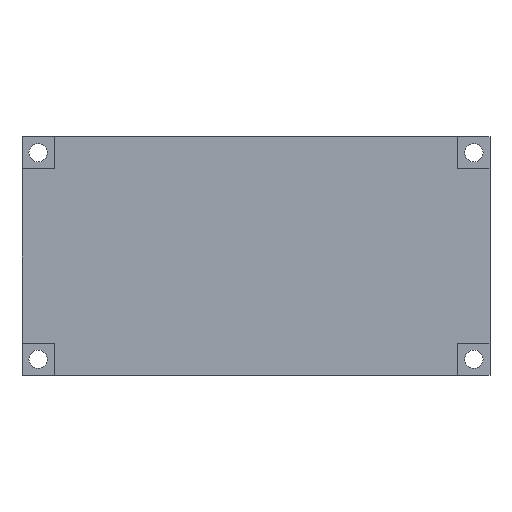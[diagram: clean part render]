
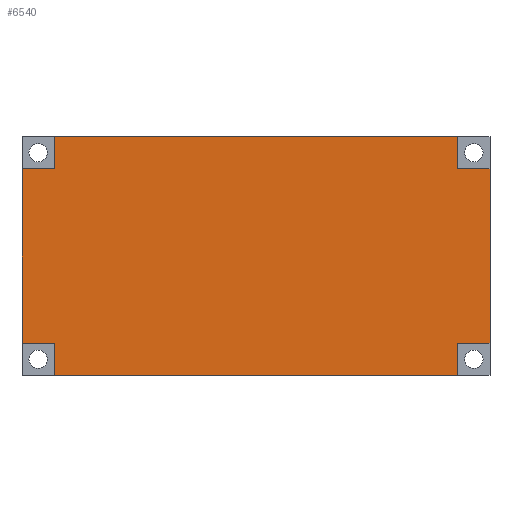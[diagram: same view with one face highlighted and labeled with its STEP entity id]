
A CAD part, front view. The second image highlights one B-rep face of the part: STEP entity #6540.
In plain terms, the highlighted planar face has unit normal (0, -1, 0).
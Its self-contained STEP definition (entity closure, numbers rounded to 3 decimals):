
#24 = VECTOR ( 'NONE', #4959, 1000. ) ;
#35 = LINE ( 'NONE', #5225, #4876 ) ;
#77 = LINE ( 'NONE', #1543, #435 ) ;
#85 = CARTESIAN_POINT ( 'NONE',  ( 22., 0., -9.5 ) ) ;
#99 = ORIENTED_EDGE ( 'NONE', *, *, #3222, .F. ) ;
#245 = ORIENTED_EDGE ( 'NONE', *, *, #6457, .T. ) ;
#393 = ORIENTED_EDGE ( 'NONE', *, *, #2763, .T. ) ;
#415 = DIRECTION ( 'NONE',  ( -1., 0., 0. ) ) ;
#435 = VECTOR ( 'NONE', #1606, 1000. ) ;
#443 = EDGE_CURVE ( 'NONE', #680, #2758, #4345, .T. ) ;
#668 = VECTOR ( 'NONE', #6707, 1000. ) ;
#680 = VERTEX_POINT ( 'NONE', #3034 ) ;
#735 = DIRECTION ( 'NONE',  ( -1., 0., 0. ) ) ;
#781 = VECTOR ( 'NONE', #3212, 1000. ) ;
#999 = VECTOR ( 'NONE', #5966, 1000. ) ;
#1088 = ORIENTED_EDGE ( 'NONE', *, *, #5873, .T. ) ;
#1098 = VECTOR ( 'NONE', #735, 1000. ) ;
#1281 = EDGE_CURVE ( 'NONE', #5712, #3299, #5925, .T. ) ;
#1473 = CARTESIAN_POINT ( 'NONE',  ( 0., 0., 0. ) ) ;
#1511 = ORIENTED_EDGE ( 'NONE', *, *, #5256, .T. ) ;
#1515 = ORIENTED_EDGE ( 'NONE', *, *, #4579, .F. ) ;
#1519 = EDGE_CURVE ( 'NONE', #4913, #4977, #3156, .T. ) ;
#1543 = CARTESIAN_POINT ( 'NONE',  ( -25.5, 0., -13. ) ) ;
#1606 = DIRECTION ( 'NONE',  ( -1., 0., 0. ) ) ;
#1816 = CARTESIAN_POINT ( 'NONE',  ( 0., 0., -9.5 ) ) ;
#1879 = CARTESIAN_POINT ( 'NONE',  ( 22., 0., 9.5 ) ) ;
#1881 = EDGE_CURVE ( 'NONE', #3561, #4069, #3176, .T. ) ;
#1995 = DIRECTION ( 'NONE',  ( 0., -1., 0. ) ) ;
#2020 = CARTESIAN_POINT ( 'NONE',  ( -22., 0., 13. ) ) ;
#2183 = DIRECTION ( 'NONE',  ( 0., 0., 1. ) ) ;
#2198 = VECTOR ( 'NONE', #3250, 1000. ) ;
#2503 = VECTOR ( 'NONE', #3265, 1000. ) ;
#2508 = CARTESIAN_POINT ( 'NONE',  ( 22., 0., 0. ) ) ;
#2538 = DIRECTION ( 'NONE',  ( 0., 0., -1. ) ) ;
#2716 = CARTESIAN_POINT ( 'NONE',  ( 25.5, 0., 9.5 ) ) ;
#2758 = VERTEX_POINT ( 'NONE', #4554 ) ;
#2763 = EDGE_CURVE ( 'NONE', #5491, #3514, #3997, .T. ) ;
#2770 = CARTESIAN_POINT ( 'NONE',  ( -22., 0., -13. ) ) ;
#2908 = CARTESIAN_POINT ( 'NONE',  ( -22., 0., 0. ) ) ;
#2994 = ORIENTED_EDGE ( 'NONE', *, *, #1519, .T. ) ;
#3020 = VECTOR ( 'NONE', #5652, 1000. ) ;
#3034 = CARTESIAN_POINT ( 'NONE',  ( -25.5, 0., -9.5 ) ) ;
#3074 = ORIENTED_EDGE ( 'NONE', *, *, #4274, .T. ) ;
#3156 = LINE ( 'NONE', #2508, #668 ) ;
#3176 = LINE ( 'NONE', #3617, #781 ) ;
#3209 = VERTEX_POINT ( 'NONE', #6102 ) ;
#3212 = DIRECTION ( 'NONE',  ( 1., 0., 0. ) ) ;
#3217 = CARTESIAN_POINT ( 'NONE',  ( 22., 0., 13. ) ) ;
#3222 = EDGE_CURVE ( 'NONE', #4913, #3391, #77, .T. ) ;
#3250 = DIRECTION ( 'NONE',  ( 0., 0., -1. ) ) ;
#3254 = ORIENTED_EDGE ( 'NONE', *, *, #443, .T. ) ;
#3265 = DIRECTION ( 'NONE',  ( 1., 0., 0. ) ) ;
#3272 = EDGE_LOOP ( 'NONE', ( #4458, #245, #3979, #4199, #3254, #1088, #99, #2994, #1511, #1515, #393, #3074 ) ) ;
#3297 = AXIS2_PLACEMENT_3D ( 'NONE', #1473, #1995, #3555 ) ;
#3299 = VERTEX_POINT ( 'NONE', #4201 ) ;
#3325 = CARTESIAN_POINT ( 'NONE',  ( 0., 0., 9.5 ) ) ;
#3353 = LINE ( 'NONE', #2908, #4616 ) ;
#3391 = VERTEX_POINT ( 'NONE', #2770 ) ;
#3514 = VERTEX_POINT ( 'NONE', #1879 ) ;
#3555 = DIRECTION ( 'NONE',  ( 0., 0., -1. ) ) ;
#3561 = VERTEX_POINT ( 'NONE', #2020 ) ;
#3617 = CARTESIAN_POINT ( 'NONE',  ( -25.5, 0., 13. ) ) ;
#3623 = LINE ( 'NONE', #4757, #2198 ) ;
#3812 = LINE ( 'NONE', #6597, #999 ) ;
#3979 = ORIENTED_EDGE ( 'NONE', *, *, #1281, .T. ) ;
#3997 = LINE ( 'NONE', #5568, #5809 ) ;
#4069 = VERTEX_POINT ( 'NONE', #3217 ) ;
#4071 = PLANE ( 'NONE',  #3297 ) ;
#4085 = LINE ( 'NONE', #4187, #3020 ) ;
#4187 = CARTESIAN_POINT ( 'NONE',  ( 25.5, 0., 13. ) ) ;
#4199 = ORIENTED_EDGE ( 'NONE', *, *, #6242, .F. ) ;
#4201 = CARTESIAN_POINT ( 'NONE',  ( -25.5, 0., 9.5 ) ) ;
#4274 = EDGE_CURVE ( 'NONE', #3514, #4069, #35, .T. ) ;
#4293 = LINE ( 'NONE', #5783, #2503 ) ;
#4345 = LINE ( 'NONE', #1816, #24 ) ;
#4458 = ORIENTED_EDGE ( 'NONE', *, *, #1881, .F. ) ;
#4554 = CARTESIAN_POINT ( 'NONE',  ( -22., 0., -9.5 ) ) ;
#4579 = EDGE_CURVE ( 'NONE', #5491, #3209, #4085, .T. ) ;
#4616 = VECTOR ( 'NONE', #2538, 1000. ) ;
#4757 = CARTESIAN_POINT ( 'NONE',  ( -22., 0., 0. ) ) ;
#4876 = VECTOR ( 'NONE', #2183, 1000. ) ;
#4913 = VERTEX_POINT ( 'NONE', #6141 ) ;
#4959 = DIRECTION ( 'NONE',  ( 1., 0., 0. ) ) ;
#4977 = VERTEX_POINT ( 'NONE', #85 ) ;
#5225 = CARTESIAN_POINT ( 'NONE',  ( 22., 0., 0. ) ) ;
#5256 = EDGE_CURVE ( 'NONE', #4977, #3209, #4293, .T. ) ;
#5491 = VERTEX_POINT ( 'NONE', #2716 ) ;
#5568 = CARTESIAN_POINT ( 'NONE',  ( 0., 0., 9.5 ) ) ;
#5604 = CARTESIAN_POINT ( 'NONE',  ( -22., 0., 9.5 ) ) ;
#5652 = DIRECTION ( 'NONE',  ( 0., 0., -1. ) ) ;
#5712 = VERTEX_POINT ( 'NONE', #5604 ) ;
#5783 = CARTESIAN_POINT ( 'NONE',  ( 0., 0., -9.5 ) ) ;
#5809 = VECTOR ( 'NONE', #415, 1000. ) ;
#5873 = EDGE_CURVE ( 'NONE', #2758, #3391, #3623, .T. ) ;
#5925 = LINE ( 'NONE', #3325, #1098 ) ;
#5966 = DIRECTION ( 'NONE',  ( 0., 0., 1. ) ) ;
#6102 = CARTESIAN_POINT ( 'NONE',  ( 25.5, 0., -9.5 ) ) ;
#6141 = CARTESIAN_POINT ( 'NONE',  ( 22., 0., -13. ) ) ;
#6242 = EDGE_CURVE ( 'NONE', #680, #3299, #3812, .T. ) ;
#6457 = EDGE_CURVE ( 'NONE', #3561, #5712, #3353, .T. ) ;
#6540 = ADVANCED_FACE ( 'NONE', ( #6657 ), #4071, .T. ) ;
#6597 = CARTESIAN_POINT ( 'NONE',  ( -25.5, 0., 13. ) ) ;
#6657 = FACE_OUTER_BOUND ( 'NONE', #3272, .T. ) ;
#6707 = DIRECTION ( 'NONE',  ( 0., 0., 1. ) ) ;
